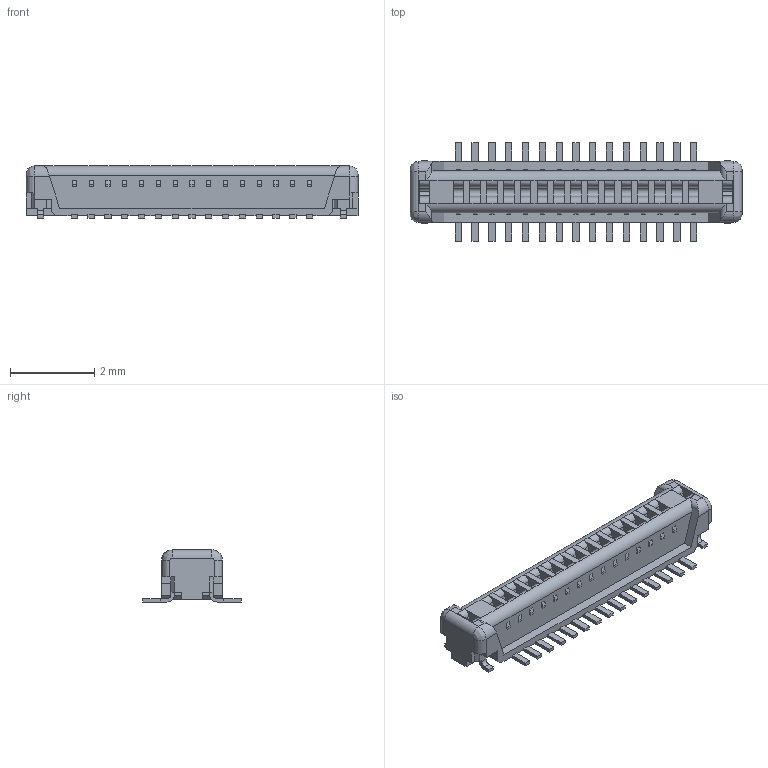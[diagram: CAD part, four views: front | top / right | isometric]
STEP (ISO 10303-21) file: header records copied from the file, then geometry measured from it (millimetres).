
FILE_DESCRIPTION (( 'STEP AP214' ), '1' );
FILE_NAME ('axf6g3012.step', '2025-02-11T05:05:48', ( '' ), ( '' ), 'SwSTEP 2.0', 'SolidWorks 2024', '' );
FILE_SCHEMA (( 'AUTOMOTIVE_DESIGN' ));
Length unit declared in the file: millimetre
Products named in the file (1): axf6g3012
Bounding box: 7.9 x 2.35 x 1.24 mm (x, y, z)
Volume: 9.8 mm3; surface area: 58.1 mm2
Topology: 1 solids, 1 shells, 646 faces, 1796 edges, 1182 vertices
Faces by surface type: plane 531, cylinder 111, bspline 4
Entity records: 20847 total; most frequent: CARTESIAN_POINT 4611, ORIENTED_EDGE 3592, DIRECTION 2966, EDGE_CURVE 1796, VECTOR 1520, LINE 1520, VERTEX_POINT 1182, AXIS2_PLACEMENT_3D 723
